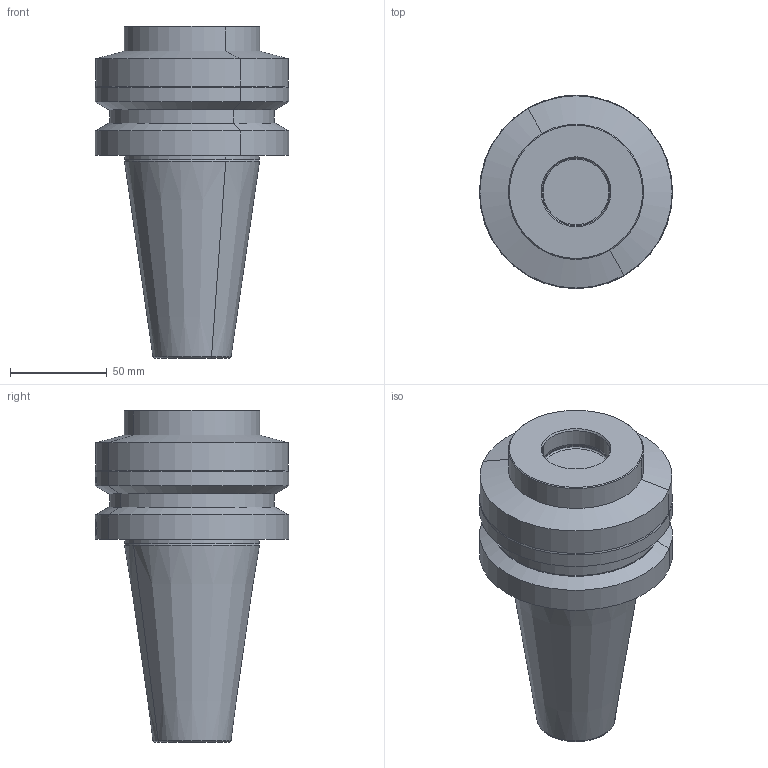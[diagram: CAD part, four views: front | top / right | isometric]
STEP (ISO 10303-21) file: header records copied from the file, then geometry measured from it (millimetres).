
FILE_DESCRIPTION((''),'2;1');
FILE_NAME('30320096-CD1','2012-05-24T',('spranzd'),(''),'PRO/ENGINEER BY PARAMETRIC TECHNOLOGY CORPORATION, 2011220','PRO/ENGINEER BY PARAMETRIC TECHNOLOGY CORPORATION, 2011220','');
FILE_SCHEMA(('AUTOMOTIVE_DESIGN_CC2 { 1 2 10303 214 -1 1 5 2 }'));
Length unit declared in the file: millimetre
Products named in the file (1): 30320096-CD1
Bounding box: 100 x 100 x 171.8 mm (x, y, z)
Volume: 688145.9 mm3; surface area: 53636.3 mm2
Topology: 1 solids, 1 shells, 569 faces, 1582 edges, 1044 vertices
Faces by surface type: plane 491, cylinder 39, cone 20, torus 12, extrusion 7
Entity records: 23540 total; most frequent: CARTESIAN_POINT 5419, ORIENTED_EDGE 3162, DIRECTION 2065, PRESENTATION_STYLE_ASSIGNMENT 1600, STYLED_ITEM 1586, CURVE_STYLE 1585, EDGE_CURVE 1581, VERTEX_POINT 1042
